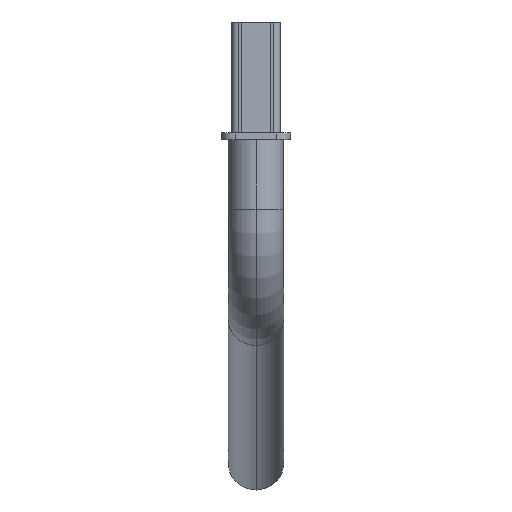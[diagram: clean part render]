
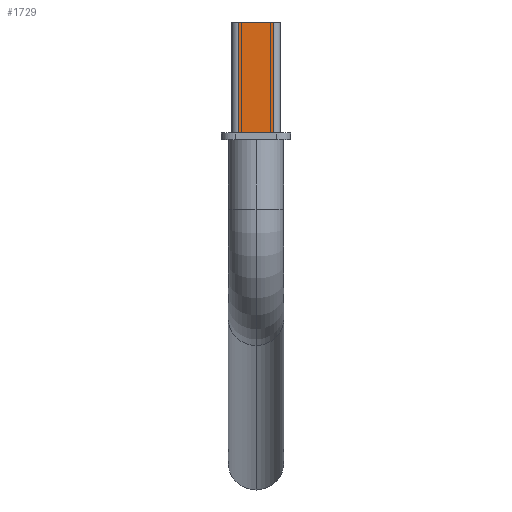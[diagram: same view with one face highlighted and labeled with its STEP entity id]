
A CAD part, front view. The second image highlights one B-rep face of the part: STEP entity #1729.
In plain terms, the highlighted planar face has unit normal (0, -1, 0).
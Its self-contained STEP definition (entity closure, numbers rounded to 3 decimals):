
#51 = VERTEX_POINT ( 'NONE', #1677 ) ;
#111 = VERTEX_POINT ( 'NONE', #354 ) ;
#141 = VECTOR ( 'NONE', #2026, 1000. ) ;
#160 = EDGE_CURVE ( 'NONE', #51, #111, #1352, .T. ) ;
#244 = EDGE_CURVE ( 'NONE', #111, #496, #902, .T. ) ;
#354 = CARTESIAN_POINT ( 'NONE',  ( 12.5, -17.5, 80. ) ) ;
#389 = DIRECTION ( 'NONE',  ( 0., 1., 0. ) ) ;
#496 = VERTEX_POINT ( 'NONE', #895 ) ;
#610 = EDGE_CURVE ( 'NONE', #1814, #496, #2037, .T. ) ;
#689 = VECTOR ( 'NONE', #2133, 1000. ) ;
#790 = AXIS2_PLACEMENT_3D ( 'NONE', #1566, #389, #1072 ) ;
#875 = PLANE ( 'NONE',  #790 ) ;
#895 = CARTESIAN_POINT ( 'NONE',  ( 12.5, -17.5, 0. ) ) ;
#902 = LINE ( 'NONE', #1770, #2144 ) ;
#1050 = FACE_OUTER_BOUND ( 'NONE', #2032, .T. ) ;
#1072 = DIRECTION ( 'NONE',  ( -1., 0., 0. ) ) ;
#1073 = DIRECTION ( 'NONE',  ( 0., 0., -1. ) ) ;
#1278 = EDGE_CURVE ( 'NONE', #51, #1814, #1460, .T. ) ;
#1352 = LINE ( 'NONE', #1852, #141 ) ;
#1460 = LINE ( 'NONE', #1767, #689 ) ;
#1477 = VECTOR ( 'NONE', #1521, 1000. ) ;
#1521 = DIRECTION ( 'NONE',  ( 1., 0., 0. ) ) ;
#1566 = CARTESIAN_POINT ( 'NONE',  ( -12.5, -17.5, 80. ) ) ;
#1570 = ORIENTED_EDGE ( 'NONE', *, *, #160, .F. ) ;
#1598 = ORIENTED_EDGE ( 'NONE', *, *, #1278, .T. ) ;
#1677 = CARTESIAN_POINT ( 'NONE',  ( -12.5, -17.5, 80. ) ) ;
#1708 = CARTESIAN_POINT ( 'NONE',  ( -12.5, -17.5, 0. ) ) ;
#1729 = ADVANCED_FACE ( 'NONE', ( #1050 ), #875, .F. ) ;
#1767 = CARTESIAN_POINT ( 'NONE',  ( -12.5, -17.5, 80. ) ) ;
#1770 = CARTESIAN_POINT ( 'NONE',  ( 12.5, -17.5, 80. ) ) ;
#1814 = VERTEX_POINT ( 'NONE', #1972 ) ;
#1852 = CARTESIAN_POINT ( 'NONE',  ( -12.5, -17.5, 80. ) ) ;
#1972 = CARTESIAN_POINT ( 'NONE',  ( -12.5, -17.5, 0. ) ) ;
#2026 = DIRECTION ( 'NONE',  ( 1., 0., 0. ) ) ;
#2032 = EDGE_LOOP ( 'NONE', ( #2042, #2081, #1570, #1598 ) ) ;
#2037 = LINE ( 'NONE', #1708, #1477 ) ;
#2042 = ORIENTED_EDGE ( 'NONE', *, *, #610, .T. ) ;
#2081 = ORIENTED_EDGE ( 'NONE', *, *, #244, .F. ) ;
#2133 = DIRECTION ( 'NONE',  ( 0., 0., -1. ) ) ;
#2144 = VECTOR ( 'NONE', #1073, 1000. ) ;
